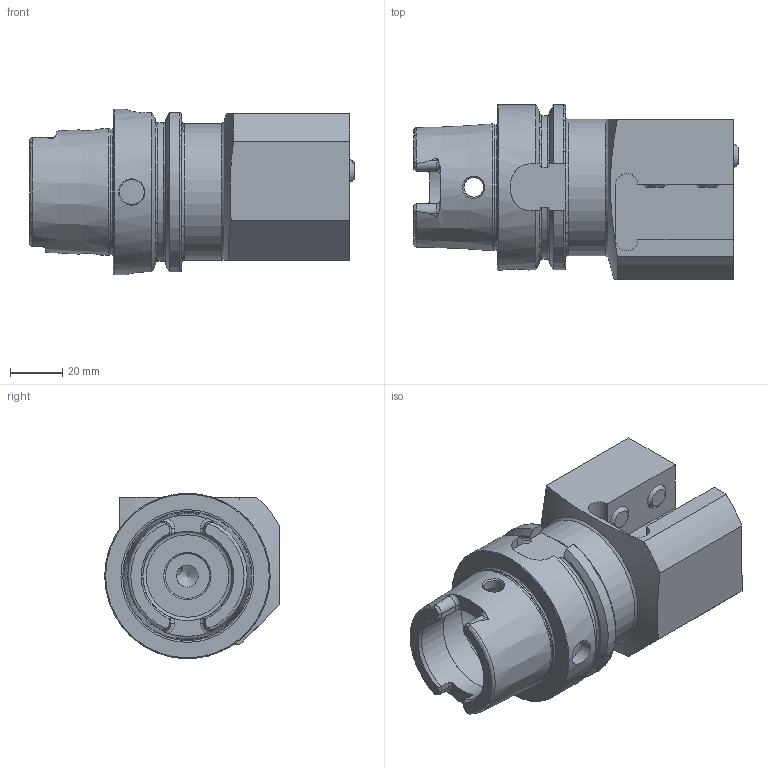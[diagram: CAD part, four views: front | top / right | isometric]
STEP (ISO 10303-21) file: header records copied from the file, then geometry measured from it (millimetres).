
FILE_DESCRIPTION (( 'STEP AP214' ), '1' );
FILE_NAME ('HA6.V20.L11.090.STEP', '2020-09-29T13:30:03', ( '' ), ( '' ), 'SwSTEP 2.0', 'SolidWorks 2017', '' );
FILE_SCHEMA (( 'AUTOMOTIVE_DESIGN' ));
Length unit declared in the file: millimetre
Products named in the file (6): ISO 4026 - M10 x 25; HA6-V20.L11.090_B; KU1-U12.001.010_2; KU1-U12.001.010; KU1-U12.001.010_1; HA6.V20.L11.090
Assembly tree (6 placements, depth 3):
  HA6.V20.L11.090
    HA6-V20.L11.090_B
    ISO 4026 - M10 x 25  x2
    KU1-U12.001.010
      KU1-U12.001.010_1
      KU1-U12.001.010_2
Bounding box: 123.7 x 66.5 x 63 mm (x, y, z)
Volume: 243335.5 mm3; surface area: 44442.5 mm2
Topology: 5 solids, 5 shells, 179 faces, 456 edges, 290 vertices
Faces by surface type: plane 75, cylinder 44, cone 33, torus 23, bspline 2, sphere 2
Full cylindrical faces by diameter (mm): 3.15 x1, 4.2 x2, 7 x1, 7.5 x2, 8.4 x1, 8.5 x2, 10 x3, 12 x2, 17 x1, 19 x1, 34 x2, 40 x1, 47.941 x1, 52 x1, 63 x1
Entity records: 6279 total; most frequent: CARTESIAN_POINT 2313, DIRECTION 749, ORIENTED_EDGE 728, EDGE_CURVE 364, AXIS2_PLACEMENT_3D 308, VERTEX_POINT 256, EDGE_LOOP 232, FACE_OUTER_BOUND 200
